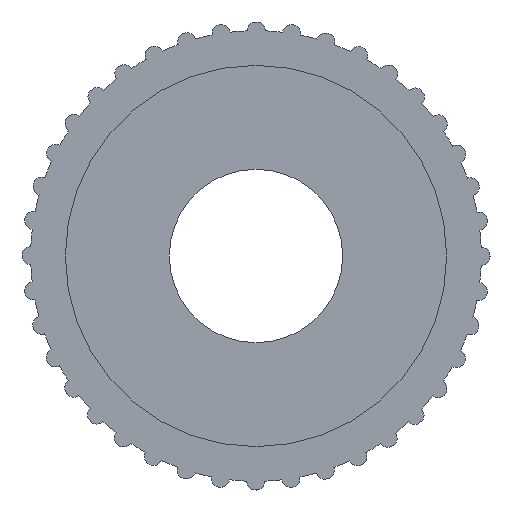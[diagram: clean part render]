
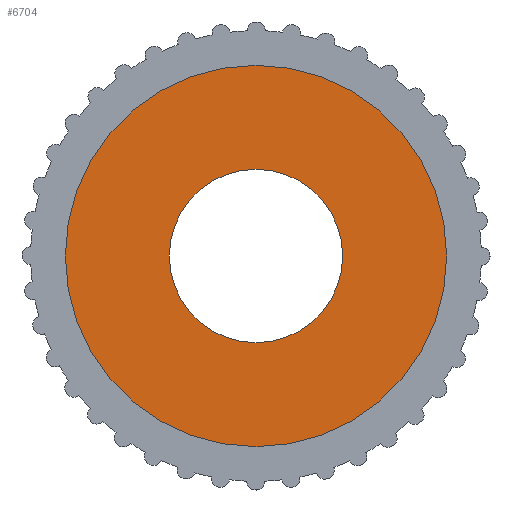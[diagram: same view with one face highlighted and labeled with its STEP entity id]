
A CAD part, left-side view. The second image highlights one B-rep face of the part: STEP entity #6704.
In plain terms, the highlighted planar face has unit normal (-1, 0, 0).
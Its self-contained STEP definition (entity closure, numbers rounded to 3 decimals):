
#89 = DIRECTION ( 'NONE',  ( 0., 0., 1. ) ) ;
#273 = EDGE_CURVE ( 'NONE', #3922, #4828, #4821, .T. ) ;
#432 = AXIS2_PLACEMENT_3D ( 'NONE', #3591, #4683, #5769 ) ;
#550 = AXIS2_PLACEMENT_3D ( 'NONE', #2631, #7111, #1002 ) ;
#725 = CARTESIAN_POINT ( 'NONE',  ( 2.5, 0., -5. ) ) ;
#975 = VERTEX_POINT ( 'NONE', #5301 ) ;
#1002 = DIRECTION ( 'NONE',  ( 0., 0., 1. ) ) ;
#1021 = CIRCLE ( 'NONE', #5213, 5. ) ;
#1181 = CARTESIAN_POINT ( 'NONE',  ( 2.5, 0., -11. ) ) ;
#1233 = DIRECTION ( 'NONE',  ( -1., 0., 0. ) ) ;
#1357 = AXIS2_PLACEMENT_3D ( 'NONE', #2859, #5091, #6948 ) ;
#1935 = DIRECTION ( 'NONE',  ( 0., 0., 1. ) ) ;
#2323 = ORIENTED_EDGE ( 'NONE', *, *, #3942, .F. ) ;
#2395 = ORIENTED_EDGE ( 'NONE', *, *, #3261, .F. ) ;
#2631 = CARTESIAN_POINT ( 'NONE',  ( 2.5, 0., 0. ) ) ;
#2748 = ORIENTED_EDGE ( 'NONE', *, *, #273, .T. ) ;
#2831 = ORIENTED_EDGE ( 'NONE', *, *, #6539, .T. ) ;
#2859 = CARTESIAN_POINT ( 'NONE',  ( 2.5, 0., -11. ) ) ;
#3261 = EDGE_CURVE ( 'NONE', #975, #3290, #1021, .T. ) ;
#3290 = VERTEX_POINT ( 'NONE', #725 ) ;
#3309 = AXIS2_PLACEMENT_3D ( 'NONE', #4714, #6945, #1935 ) ;
#3413 = PLANE ( 'NONE',  #1357 ) ;
#3574 = CIRCLE ( 'NONE', #432, 5. ) ;
#3591 = CARTESIAN_POINT ( 'NONE',  ( 2.5, 0., 0. ) ) ;
#3922 = VERTEX_POINT ( 'NONE', #5669 ) ;
#3942 = EDGE_CURVE ( 'NONE', #3290, #975, #3574, .T. ) ;
#4034 = FACE_BOUND ( 'NONE', #6192, .T. ) ;
#4579 = FACE_OUTER_BOUND ( 'NONE', #5709, .T. ) ;
#4683 = DIRECTION ( 'NONE',  ( -1., 0., 0. ) ) ;
#4714 = CARTESIAN_POINT ( 'NONE',  ( 2.5, 0., 0. ) ) ;
#4821 = CIRCLE ( 'NONE', #3309, 11. ) ;
#4828 = VERTEX_POINT ( 'NONE', #1181 ) ;
#5091 = DIRECTION ( 'NONE',  ( 1., 0., 0. ) ) ;
#5131 = CARTESIAN_POINT ( 'NONE',  ( 2.5, 0., 0. ) ) ;
#5213 = AXIS2_PLACEMENT_3D ( 'NONE', #5131, #1233, #89 ) ;
#5301 = CARTESIAN_POINT ( 'NONE',  ( 2.5, 0., 5. ) ) ;
#5669 = CARTESIAN_POINT ( 'NONE',  ( 2.5, 0., 11. ) ) ;
#5709 = EDGE_LOOP ( 'NONE', ( #2748, #2831 ) ) ;
#5769 = DIRECTION ( 'NONE',  ( 0., 0., 1. ) ) ;
#6192 = EDGE_LOOP ( 'NONE', ( #2395, #2323 ) ) ;
#6539 = EDGE_CURVE ( 'NONE', #4828, #3922, #6960, .T. ) ;
#6704 = ADVANCED_FACE ( 'NONE', ( #4034, #4579 ), #3413, .F. ) ;
#6945 = DIRECTION ( 'NONE',  ( -1., 0., 0. ) ) ;
#6948 = DIRECTION ( 'NONE',  ( 0., 0., -1. ) ) ;
#6960 = CIRCLE ( 'NONE', #550, 11. ) ;
#7111 = DIRECTION ( 'NONE',  ( -1., 0., 0. ) ) ;
